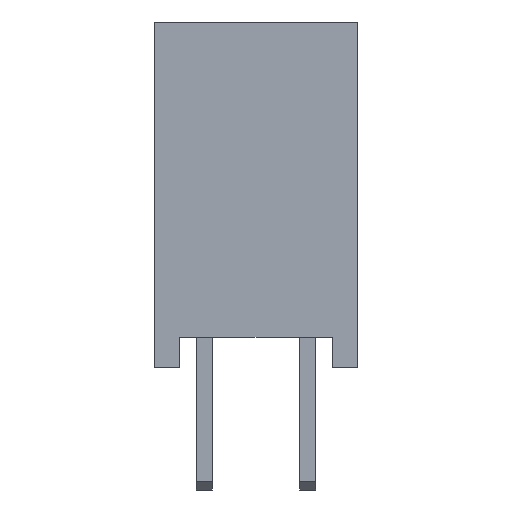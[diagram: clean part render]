
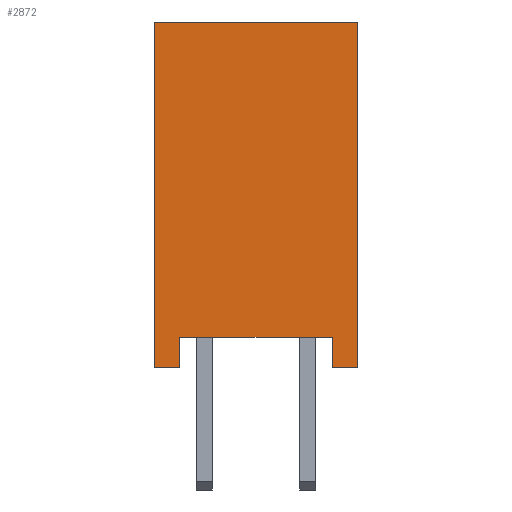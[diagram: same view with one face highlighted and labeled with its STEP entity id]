
A CAD part, front view. The second image highlights one B-rep face of the part: STEP entity #2872.
In plain terms, the highlighted planar face has unit normal (0, -1, 0).
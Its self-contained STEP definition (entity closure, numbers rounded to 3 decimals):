
#80=FACE_OUTER_BOUND('',#258,.T.);
#258=EDGE_LOOP('',(#2017,#2018,#2019,#2020,#2021,#2022,#2023,#2024));
#461=LINE('',#4087,#861);
#485=LINE('',#4139,#885);
#486=LINE('',#4141,#886);
#487=LINE('',#4143,#887);
#488=LINE('',#4145,#888);
#489=LINE('',#4147,#889);
#490=LINE('',#4148,#890);
#491=LINE('',#4149,#891);
#861=VECTOR('',#3318,10.);
#885=VECTOR('',#3368,10.);
#886=VECTOR('',#3369,10.);
#887=VECTOR('',#3370,10.);
#888=VECTOR('',#3371,10.);
#889=VECTOR('',#3372,10.);
#890=VECTOR('',#3373,10.);
#891=VECTOR('',#3374,10.);
#1240=VERTEX_POINT('',#4080);
#1243=VERTEX_POINT('',#4085);
#1257=VERTEX_POINT('',#4137);
#1258=VERTEX_POINT('',#4138);
#1259=VERTEX_POINT('',#4140);
#1260=VERTEX_POINT('',#4142);
#1261=VERTEX_POINT('',#4144);
#1262=VERTEX_POINT('',#4146);
#1517=EDGE_CURVE('',#1240,#1243,#461,.T.);
#1541=EDGE_CURVE('',#1257,#1258,#485,.T.);
#1542=EDGE_CURVE('',#1258,#1259,#486,.T.);
#1543=EDGE_CURVE('',#1259,#1260,#487,.T.);
#1544=EDGE_CURVE('',#1260,#1261,#488,.T.);
#1545=EDGE_CURVE('',#1261,#1262,#489,.T.);
#1546=EDGE_CURVE('',#1262,#1240,#490,.T.);
#1547=EDGE_CURVE('',#1243,#1257,#491,.T.);
#2017=ORIENTED_EDGE('',*,*,#1541,.T.);
#2018=ORIENTED_EDGE('',*,*,#1542,.T.);
#2019=ORIENTED_EDGE('',*,*,#1543,.T.);
#2020=ORIENTED_EDGE('',*,*,#1544,.T.);
#2021=ORIENTED_EDGE('',*,*,#1545,.T.);
#2022=ORIENTED_EDGE('',*,*,#1546,.T.);
#2023=ORIENTED_EDGE('',*,*,#1517,.T.);
#2024=ORIENTED_EDGE('',*,*,#1547,.T.);
#2696=PLANE('',#3073);
#2872=ADVANCED_FACE('',(#80),#2696,.T.);
#3073=AXIS2_PLACEMENT_3D('',#4136,#3366,#3367);
#3318=DIRECTION('',(-1.,0.,0.));
#3366=DIRECTION('center_axis',(0.,-1.,0.));
#3367=DIRECTION('ref_axis',(0.,0.,-1.));
#3368=DIRECTION('',(1.,0.,0.));
#3369=DIRECTION('',(0.,0.,1.));
#3370=DIRECTION('',(1.,0.,0.));
#3371=DIRECTION('',(0.,0.,-1.));
#3372=DIRECTION('',(1.,0.,0.));
#3373=DIRECTION('',(0.,0.,1.));
#3374=DIRECTION('',(0.,0.,-1.));
#4080=CARTESIAN_POINT('',(2.5,-5.08,8.5));
#4085=CARTESIAN_POINT('',(-2.5,-5.08,8.5));
#4087=CARTESIAN_POINT('',(-2.5,-5.08,8.5));
#4136=CARTESIAN_POINT('Origin',(0.,-5.08,4.25));
#4137=CARTESIAN_POINT('',(-2.5,-5.08,0.));
#4138=CARTESIAN_POINT('',(-1.875,-5.08,0.));
#4139=CARTESIAN_POINT('',(-1.875,-5.08,0.));
#4140=CARTESIAN_POINT('',(-1.875,-5.08,0.75));
#4141=CARTESIAN_POINT('',(-1.875,-5.08,0.));
#4142=CARTESIAN_POINT('',(1.875,-5.08,0.75));
#4143=CARTESIAN_POINT('',(-1.875,-5.08,0.75));
#4144=CARTESIAN_POINT('',(1.875,-5.08,0.));
#4145=CARTESIAN_POINT('',(1.875,-5.08,0.));
#4146=CARTESIAN_POINT('',(2.5,-5.08,0.));
#4147=CARTESIAN_POINT('',(1.875,-5.08,0.));
#4148=CARTESIAN_POINT('',(2.5,-5.08,8.5));
#4149=CARTESIAN_POINT('',(-2.5,-5.08,0.));
